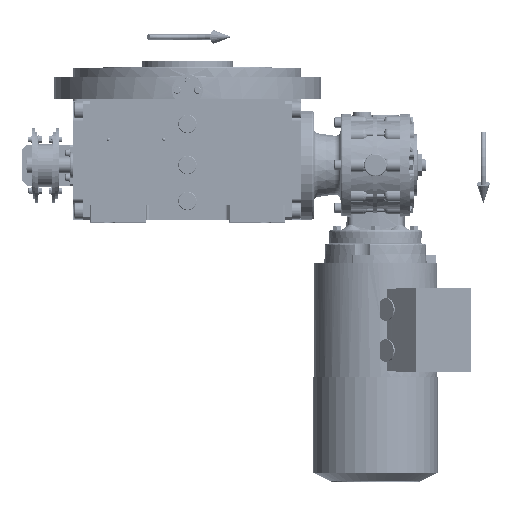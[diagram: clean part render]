
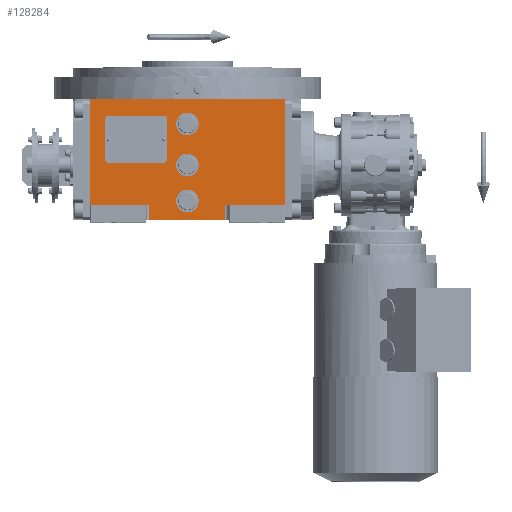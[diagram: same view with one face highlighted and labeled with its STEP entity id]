
A CAD part, top view. The second image highlights one B-rep face of the part: STEP entity #128284.
In plain terms, the highlighted planar face has unit normal (0, 0, 1).
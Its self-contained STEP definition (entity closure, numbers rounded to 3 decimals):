
#1178 = DIRECTION ( 'NONE',  ( 1., 0., 0. ) ) ;
#3595 = DIRECTION ( 'NONE',  ( 0., 0., 1. ) ) ;
#4039 = VERTEX_POINT ( 'NONE', #42150 ) ;
#5264 = FACE_OUTER_BOUND ( 'NONE', #87370, .T. ) ;
#6541 = EDGE_CURVE ( 'NONE', #13252, #128528, #72159, .T. ) ;
#7016 = CIRCLE ( 'NONE', #160703, 11. ) ;
#8035 = DIRECTION ( 'NONE',  ( 0., 1., 0. ) ) ;
#8284 = CIRCLE ( 'NONE', #64773, 11. ) ;
#9688 = CARTESIAN_POINT ( 'NONE',  ( -37., -38.5, 163.5 ) ) ;
#9836 = VERTEX_POINT ( 'NONE', #134558 ) ;
#11080 = ORIENTED_EDGE ( 'NONE', *, *, #63317, .F. ) ;
#11163 = DIRECTION ( 'NONE',  ( 0., 0., 1. ) ) ;
#12189 = ORIENTED_EDGE ( 'NONE', *, *, #60235, .F. ) ;
#12314 = ORIENTED_EDGE ( 'NONE', *, *, #18216, .T. ) ;
#13252 = VERTEX_POINT ( 'NONE', #51925 ) ;
#14455 = CARTESIAN_POINT ( 'NONE',  ( 0., -35., 163.5 ) ) ;
#15901 = ORIENTED_EDGE ( 'NONE', *, *, #145058, .T. ) ;
#16300 = PLANE ( 'NONE',  #132186 ) ;
#18216 = EDGE_CURVE ( 'NONE', #4039, #55743, #40270, .T. ) ;
#18336 = CARTESIAN_POINT ( 'NONE',  ( 0., 40., 163.5 ) ) ;
#19309 = DIRECTION ( 'NONE',  ( 0., 0., 1. ) ) ;
#22488 = EDGE_CURVE ( 'NONE', #29966, #55743, #35346, .T. ) ;
#24757 = ORIENTED_EDGE ( 'NONE', *, *, #137480, .F. ) ;
#27047 = CARTESIAN_POINT ( 'NONE',  ( 94.5, -38.5, 163.5 ) ) ;
#29966 = VERTEX_POINT ( 'NONE', #41775 ) ;
#33826 = LINE ( 'NONE', #159699, #66083 ) ;
#35346 = LINE ( 'NONE', #125724, #102795 ) ;
#37051 = ORIENTED_EDGE ( 'NONE', *, *, #109372, .T. ) ;
#39213 = LINE ( 'NONE', #90681, #114213 ) ;
#40270 = LINE ( 'NONE', #66428, #129146 ) ;
#41191 = EDGE_LOOP ( 'NONE', ( #68589, #96609 ) ) ;
#41775 = CARTESIAN_POINT ( 'NONE',  ( -37., -53.5, 163.5 ) ) ;
#42150 = CARTESIAN_POINT ( 'NONE',  ( -94.5, -38.5, 163.5 ) ) ;
#43237 = FACE_BOUND ( 'NONE', #41191, .T. ) ;
#44444 = DIRECTION ( 'NONE',  ( 0., 0., 1. ) ) ;
#44803 = DIRECTION ( 'NONE',  ( 0., 1., 0. ) ) ;
#49287 = DIRECTION ( 'NONE',  ( 0., 0., 1. ) ) ;
#50992 = LINE ( 'NONE', #129532, #154279 ) ;
#51029 = DIRECTION ( 'NONE',  ( -1., 0., 0. ) ) ;
#51886 = ORIENTED_EDGE ( 'NONE', *, *, #22488, .F. ) ;
#51925 = CARTESIAN_POINT ( 'NONE',  ( 37., -38.5, 163.5 ) ) ;
#53192 = CARTESIAN_POINT ( 'NONE',  ( -11., 40., 163.5 ) ) ;
#53516 = DIRECTION ( 'NONE',  ( 0., -1., 0. ) ) ;
#54597 = ORIENTED_EDGE ( 'NONE', *, *, #132975, .F. ) ;
#55071 = DIRECTION ( 'NONE',  ( 1., 0., 0. ) ) ;
#55401 = VERTEX_POINT ( 'NONE', #53192 ) ;
#55743 = VERTEX_POINT ( 'NONE', #9688 ) ;
#55982 = VECTOR ( 'NONE', #124528, 1000. ) ;
#57623 = CIRCLE ( 'NONE', #127798, 11. ) ;
#58146 = EDGE_LOOP ( 'NONE', ( #132908, #24757 ) ) ;
#60235 = EDGE_CURVE ( 'NONE', #4039, #126324, #33826, .T. ) ;
#60329 = CARTESIAN_POINT ( 'NONE',  ( 94.5, -38.5, 163.5 ) ) ;
#61817 = DIRECTION ( 'NONE',  ( 1., 0., 0. ) ) ;
#62067 = CARTESIAN_POINT ( 'NONE',  ( 0., -35., 163.5 ) ) ;
#63317 = EDGE_CURVE ( 'NONE', #126324, #78469, #69373, .T. ) ;
#64353 = ORIENTED_EDGE ( 'NONE', *, *, #151199, .F. ) ;
#64773 = AXIS2_PLACEMENT_3D ( 'NONE', #62067, #154926, #51029 ) ;
#65084 = CARTESIAN_POINT ( 'NONE',  ( 11., -35., 163.5 ) ) ;
#65406 = EDGE_LOOP ( 'NONE', ( #64353, #150603 ) ) ;
#66083 = VECTOR ( 'NONE', #44803, 1000. ) ;
#66428 = CARTESIAN_POINT ( 'NONE',  ( -94.5, -38.5, 163.5 ) ) ;
#66955 = EDGE_CURVE ( 'NONE', #9836, #55401, #127830, .T. ) ;
#68589 = ORIENTED_EDGE ( 'NONE', *, *, #66955, .F. ) ;
#69373 = LINE ( 'NONE', #94686, #154275 ) ;
#70237 = CARTESIAN_POINT ( 'NONE',  ( 37., -53.5, 163.5 ) ) ;
#72159 = LINE ( 'NONE', #126198, #55982 ) ;
#73663 = DIRECTION ( 'NONE',  ( 0., 0., 1. ) ) ;
#76305 = DIRECTION ( 'NONE',  ( -1., 0., 0. ) ) ;
#78469 = VERTEX_POINT ( 'NONE', #93380 ) ;
#80434 = FACE_BOUND ( 'NONE', #65406, .T. ) ;
#84449 = EDGE_CURVE ( 'NONE', #103622, #88161, #125188, .T. ) ;
#85931 = EDGE_CURVE ( 'NONE', #55401, #9836, #57623, .T. ) ;
#86476 = CARTESIAN_POINT ( 'NONE',  ( 0., 0., 163.5 ) ) ;
#87370 = EDGE_LOOP ( 'NONE', ( #37051, #54597, #117839, #15901, #11080, #12189, #12314, #51886 ) ) ;
#87445 = VERTEX_POINT ( 'NONE', #132514 ) ;
#88161 = VERTEX_POINT ( 'NONE', #91587 ) ;
#90681 = CARTESIAN_POINT ( 'NONE',  ( 37., -38.5, 163.5 ) ) ;
#91587 = CARTESIAN_POINT ( 'NONE',  ( -11., 0., 163.5 ) ) ;
#93380 = CARTESIAN_POINT ( 'NONE',  ( 94.5, 64.5, 163.5 ) ) ;
#93893 = CARTESIAN_POINT ( 'NONE',  ( -94.5, -53.5, 163.5 ) ) ;
#94686 = CARTESIAN_POINT ( 'NONE',  ( -94.5, 64.5, 163.5 ) ) ;
#96609 = ORIENTED_EDGE ( 'NONE', *, *, #85931, .F. ) ;
#102795 = VECTOR ( 'NONE', #163749, 1000. ) ;
#103049 = DIRECTION ( 'NONE',  ( 1., 0., 0. ) ) ;
#103622 = VERTEX_POINT ( 'NONE', #134395 ) ;
#104208 = CIRCLE ( 'NONE', #125853, 11. ) ;
#108214 = DIRECTION ( 'NONE',  ( 1., 0., 0. ) ) ;
#108502 = VERTEX_POINT ( 'NONE', #65084 ) ;
#108780 = CARTESIAN_POINT ( 'NONE',  ( 0., 0., 163.5 ) ) ;
#109372 = EDGE_CURVE ( 'NONE', #29966, #128220, #50992, .T. ) ;
#113350 = CARTESIAN_POINT ( 'NONE',  ( 0., 40., 163.5 ) ) ;
#114213 = VECTOR ( 'NONE', #53516, 1000. ) ;
#114345 = AXIS2_PLACEMENT_3D ( 'NONE', #113350, #73663, #61817 ) ;
#117839 = ORIENTED_EDGE ( 'NONE', *, *, #6541, .T. ) ;
#119964 = CARTESIAN_POINT ( 'NONE',  ( -94.5, 64.5, 163.5 ) ) ;
#124528 = DIRECTION ( 'NONE',  ( 1., 0., 0. ) ) ;
#125188 = CIRCLE ( 'NONE', #135896, 11. ) ;
#125724 = CARTESIAN_POINT ( 'NONE',  ( -37., -53.5, 163.5 ) ) ;
#125853 = AXIS2_PLACEMENT_3D ( 'NONE', #14455, #11163, #103049 ) ;
#126198 = CARTESIAN_POINT ( 'NONE',  ( 37., -38.5, 163.5 ) ) ;
#126324 = VERTEX_POINT ( 'NONE', #119964 ) ;
#127798 = AXIS2_PLACEMENT_3D ( 'NONE', #18336, #44444, #150828 ) ;
#127830 = CIRCLE ( 'NONE', #114345, 11. ) ;
#128220 = VERTEX_POINT ( 'NONE', #70237 ) ;
#128284 = ADVANCED_FACE ( 'NONE', ( #157278, #80434, #43237, #5264 ), #16300, .T. ) ;
#128528 = VERTEX_POINT ( 'NONE', #27047 ) ;
#129146 = VECTOR ( 'NONE', #145827, 1000. ) ;
#129532 = CARTESIAN_POINT ( 'NONE',  ( -37., -53.5, 163.5 ) ) ;
#132186 = AXIS2_PLACEMENT_3D ( 'NONE', #93893, #3595, #55071 ) ;
#132514 = CARTESIAN_POINT ( 'NONE',  ( -11., -35., 163.5 ) ) ;
#132908 = ORIENTED_EDGE ( 'NONE', *, *, #84449, .F. ) ;
#132975 = EDGE_CURVE ( 'NONE', #13252, #128220, #39213, .T. ) ;
#134395 = CARTESIAN_POINT ( 'NONE',  ( 11., 0., 163.5 ) ) ;
#134558 = CARTESIAN_POINT ( 'NONE',  ( 11., 40., 163.5 ) ) ;
#135896 = AXIS2_PLACEMENT_3D ( 'NONE', #108780, #19309, #147673 ) ;
#137480 = EDGE_CURVE ( 'NONE', #88161, #103622, #7016, .T. ) ;
#143200 = VECTOR ( 'NONE', #8035, 1000. ) ;
#145058 = EDGE_CURVE ( 'NONE', #128528, #78469, #152407, .T. ) ;
#145827 = DIRECTION ( 'NONE',  ( 1., 0., 0. ) ) ;
#147673 = DIRECTION ( 'NONE',  ( 1., 0., 0. ) ) ;
#150603 = ORIENTED_EDGE ( 'NONE', *, *, #156210, .F. ) ;
#150828 = DIRECTION ( 'NONE',  ( -1., 0., 0. ) ) ;
#151199 = EDGE_CURVE ( 'NONE', #108502, #87445, #104208, .T. ) ;
#152407 = LINE ( 'NONE', #60329, #143200 ) ;
#154275 = VECTOR ( 'NONE', #108214, 1000. ) ;
#154279 = VECTOR ( 'NONE', #1178, 1000. ) ;
#154926 = DIRECTION ( 'NONE',  ( 0., 0., 1. ) ) ;
#156210 = EDGE_CURVE ( 'NONE', #87445, #108502, #8284, .T. ) ;
#157278 = FACE_BOUND ( 'NONE', #58146, .T. ) ;
#159699 = CARTESIAN_POINT ( 'NONE',  ( -94.5, -38.5, 163.5 ) ) ;
#160703 = AXIS2_PLACEMENT_3D ( 'NONE', #86476, #49287, #76305 ) ;
#163749 = DIRECTION ( 'NONE',  ( 0., 1., 0. ) ) ;
